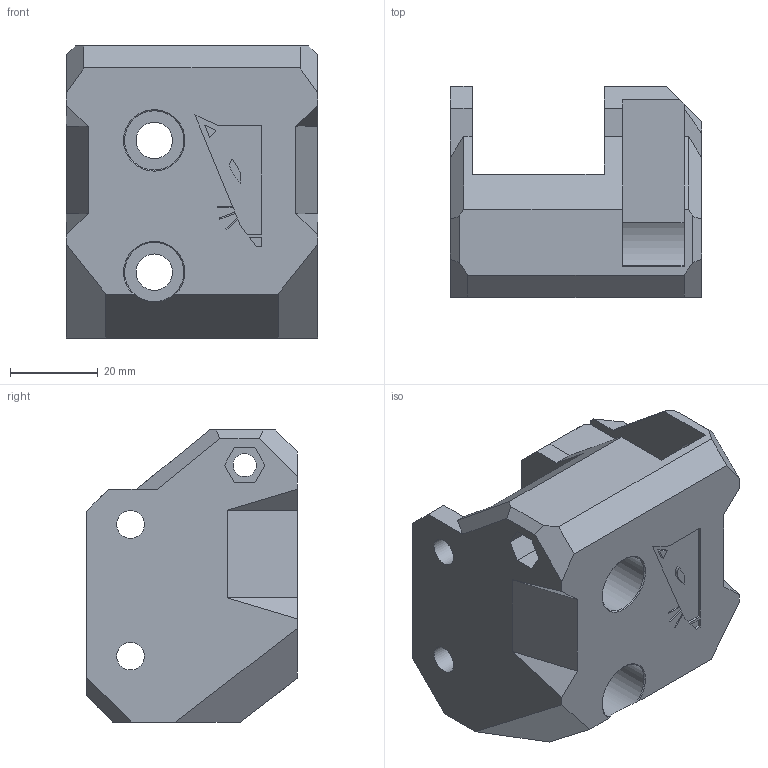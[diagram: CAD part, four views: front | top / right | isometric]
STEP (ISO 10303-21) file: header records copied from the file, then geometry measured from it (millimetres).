
FILE_DESCRIPTION(/* description */ ('STEP AP242','CAx-IF Rec.Pracs.---Representation and Presentation of Product Manufacturing Information (PMI)---4.0---2014-10-13','CAx-IF Rec.Pracs.---3D Tessellated Geometry---0.4---2014-09-14','2;1'),/* implementation_level */ '2;1');
FILE_NAME(/* name */ '61c8e41f80feac090ea936a5',/* time_stamp */ '2021-12-26T21:52:32+00:00',/* author */ (''),/* organization */ (''),/* preprocessor_version */ 'ST-DEVELOPER v18.101',/* originating_system */ ' ',/* authorisation */ ' ');
FILE_SCHEMA (('AP242_MANAGED_MODEL_BASED_3D_ENGINEERING_MIM_LF { 1 0 10303 442 1 1 4 }'));
Length unit declared in the file: metre
Products named in the file (1): y_idler
Bounding box: 57.2 x 48 x 66.5 mm (x, y, z)
Volume: 107503.7 mm3; surface area: 22335 mm2
Topology: 1 solids, 1 shells, 108 faces, 302 edges, 202 vertices
Faces by surface type: plane 84, cylinder 20, cone 4
Full cylindrical faces by diameter (mm): 5.3 x2, 6.3 x4, 8.3 x2, 10 x2, 13.5 x2
Entity records: 3390 total; most frequent: CARTESIAN_POINT 606, ORIENTED_EDGE 566, DIRECTION 542, EDGE_CURVE 283, LINE 230, VECTOR 230, VERTEX_POINT 196, AXIS2_PLACEMENT_3D 156
